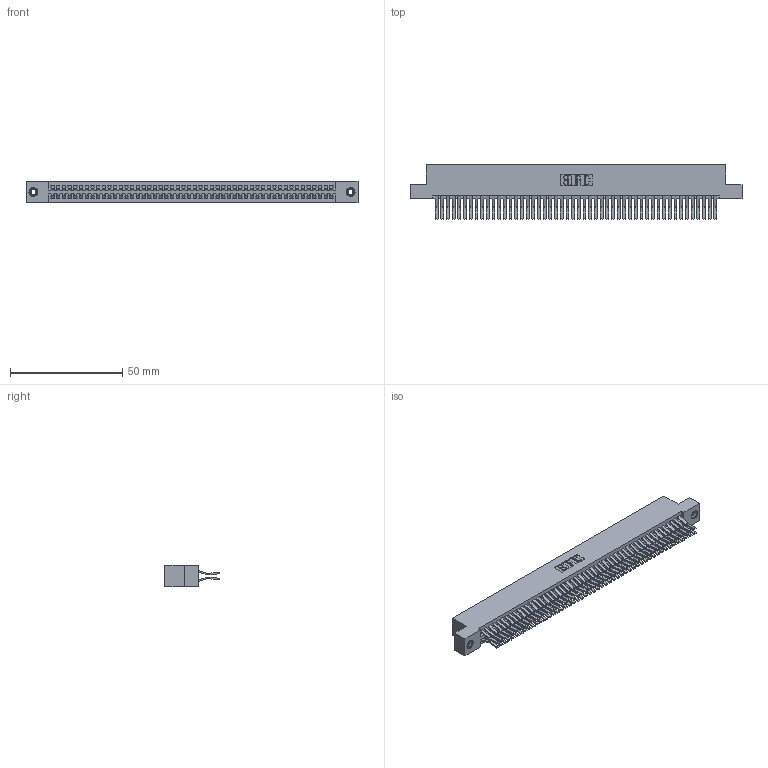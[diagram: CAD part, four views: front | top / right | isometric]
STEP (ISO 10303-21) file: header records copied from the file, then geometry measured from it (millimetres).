
FILE_DESCRIPTION (( 'STEP AP203' ), '1' );
FILE_NAME ('345-100-560-208.STEP', '2018-10-05T18:06:53', ( '' ), ( '' ), 'SwSTEP 2.0', 'SolidWorks 2016', '' );
FILE_SCHEMA (( 'CONFIG_CONTROL_DESIGN' ));
Length unit declared in the file: inch
Products named in the file (4): 345-100-560-208; 345-250-001_345-250-003-102; 345-292-001_560 Tail; 345 Part_Flush Mounting Lugs - 0.156 Dia-TI
Assembly tree (103 placements, depth 2):
  345-100-560-208
    345 Part_Flush Mounting Lugs - 0.156 Dia-TI
    345-292-001_560 Tail  x100
    345-250-001_345-250-003-102  x2
Bounding box: 148.21 x 24.45 x 9.4 mm (x, y, z)
Volume: 15120.4 mm3; surface area: 24204.6 mm2
Topology: 103 solids, 103 shells, 5386 faces, 15977 edges, 10510 vertices
Faces by surface type: plane 3412, cylinder 1958, cone 12, torus 4
Entity records: 39428 total; most frequent: CARTESIAN_POINT 6583, ORIENTED_EDGE 6510, DIRECTION 5825, EDGE_CURVE 3255, LINE 2899, VECTOR 2899, VERTEX_POINT 2164, AXIS2_PLACEMENT_3D 1463
